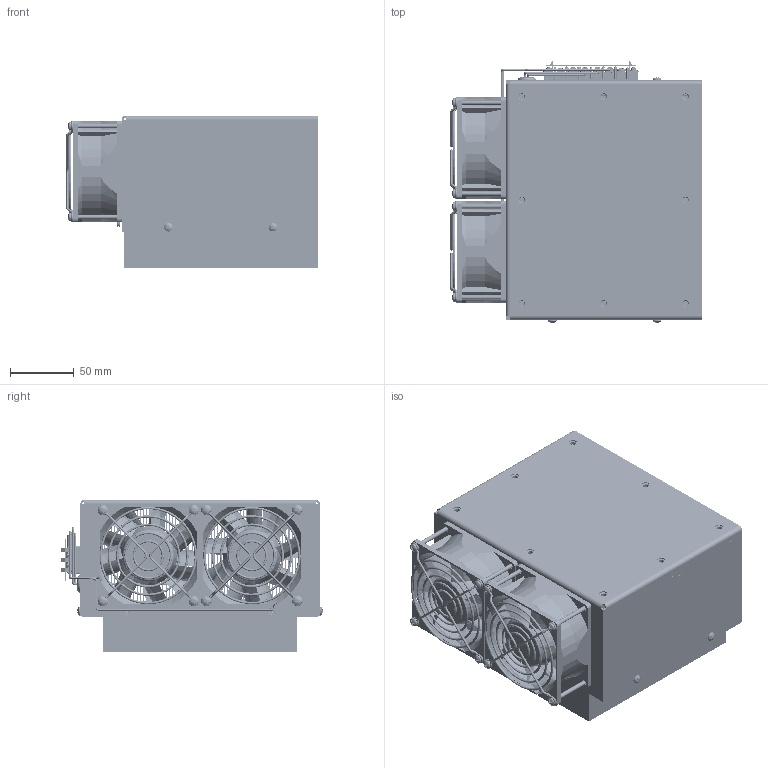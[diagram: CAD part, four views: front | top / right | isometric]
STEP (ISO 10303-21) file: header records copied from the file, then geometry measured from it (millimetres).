
FILE_DESCRIPTION(/* description */ ('Alibre Inc.'),/* implementation_level */ '2;1');
FILE_NAME(/* name */ 'export-9AC0E12E-B0EF-4BAB-96BD-5C8AAF0F6B6A',/* time_stamp */ '2021-08-10T09:06:31-04:00',/* author */ (''),/* organization */ (''),/* preprocessor_version */ 'ST-DEVELOPER v17',/* originating_system */ 'Alibre',/* authorisation */ '');
FILE_SCHEMA (('AUTOMOTIVE_DESIGN'));
Length unit declared in the file: inch
Products named in the file (53): 7276-A; rev G; FFC0848CE-P54C; sc80_w2
Bounding box: 197.5 x 205.69 x 119.99 mm (x, y, z)
Volume: 1807025.8 mm3; surface area: 1822614.4 mm2
Topology: 197 solids, 197 shells, 4113 faces, 9931 edges, 6414 vertices
Faces by surface type: plane 2301, cylinder 783, bspline 430, torus 290, cone 280, sphere 29
Full cylindrical faces by diameter (mm): 1.422 x21, 1.524 x8, 1.694 x4, 1.829 x14, 2.156 x2, 2.159 x4, 2.388 x4, 2.459 x2, 2.642 x22, 2.845 x2, 3.242 x8, 3.505 x35, 3.658 x2, 4.134 x4, 4.166 x12, 4.216 x6, 4.267 x6, 4.318 x8, 4.699 x4, 4.763 x8, 5.08 x4, 5.563 x6, 5.74 x12, 6.299 x6, 6.35 x13, 6.401 x8, 6.858 x29, 9.525 x7, 9.652 x1, 10.312 x6
Entity records: 67696 total; most frequent: CARTESIAN_POINT 17159, ORIENTED_EDGE 10688, DIRECTION 7759, EDGE_CURVE 5344, VERTEX_POINT 3595, VECTOR 3310, LINE 3310, AXIS2_PLACEMENT_3D 2896
